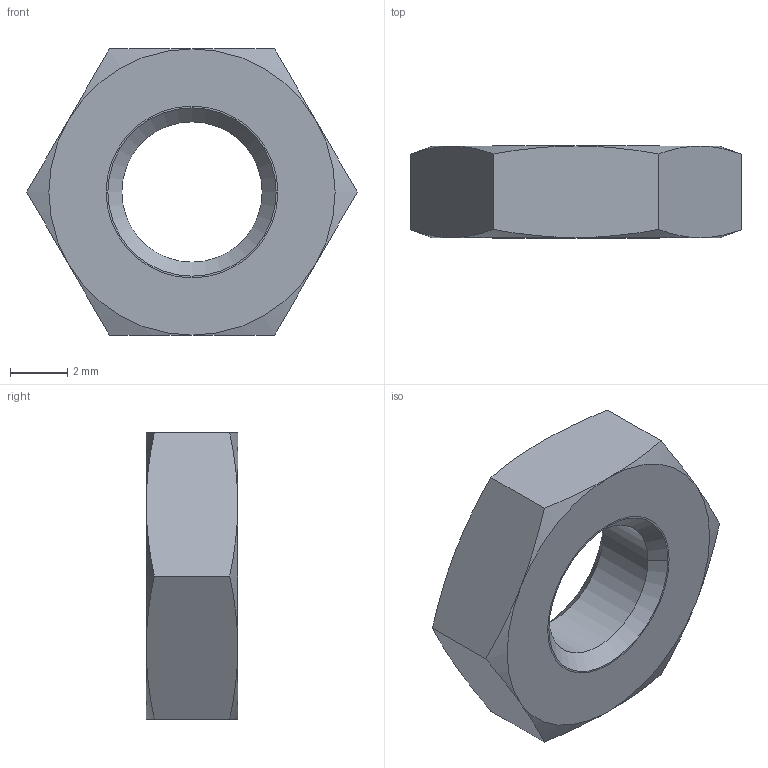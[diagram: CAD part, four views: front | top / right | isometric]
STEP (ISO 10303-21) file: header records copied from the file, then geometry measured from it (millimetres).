
FILE_DESCRIPTION((''),'2;1');
FILE_NAME('MU_SK_DIN439_M06','2021-11-17T17:40:11',('rein_je'),(''),'CREO PARAMETRIC BY PTC INC, 2019471','CREO PARAMETRIC BY PTC INC, 2019471','');
FILE_SCHEMA(('AUTOMOTIVE_DESIGN { 1 0 10303 214 1 1 1 1 }'));
Length unit declared in the file: millimetre
Products named in the file (1): MU_SK_DIN439_M06
Bounding box: 11.55 x 3.2 x 10 mm (x, y, z)
Volume: 211.5 mm3; surface area: 342.1 mm2
Topology: 1 solids, 2 shells, 29 faces, 65 edges, 39 vertices
Faces by surface type: cone 17, plane 8, cylinder 4
Entity records: 1239 total; most frequent: CARTESIAN_POINT 294, DIRECTION 134, ORIENTED_EDGE 124, PRESENTATION_STYLE_ASSIGNMENT 68, STYLED_ITEM 68, CURVE_STYLE 66, EDGE_CURVE 64, AXIS2_PLACEMENT_3D 59
